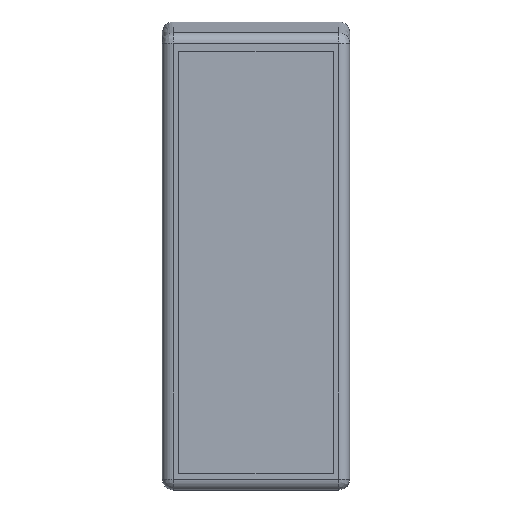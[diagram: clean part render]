
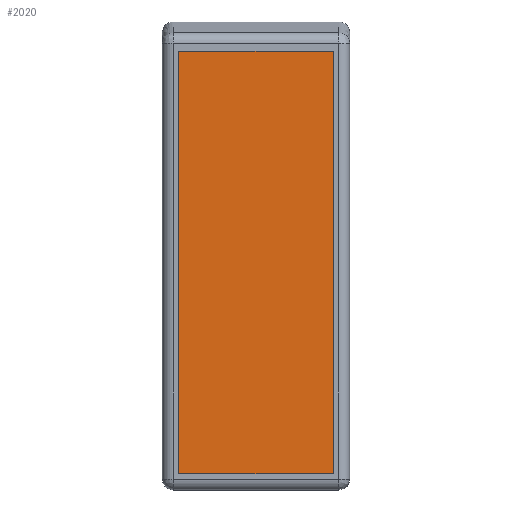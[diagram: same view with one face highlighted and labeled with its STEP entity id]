
A CAD part, front view. The second image highlights one B-rep face of the part: STEP entity #2020.
In plain terms, the highlighted free-form (B-spline) face has degree [1, 1] with [2, 2] control points.
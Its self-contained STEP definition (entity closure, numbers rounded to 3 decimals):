
#1985=CARTESIAN_POINT('',(-7.809,-5.7,42.232));
#1986=CARTESIAN_POINT('',(7.809,-5.7,42.232));
#1987=CARTESIAN_POINT('',(-7.809,-5.7,-0.438));
#1988=CARTESIAN_POINT('',(7.809,-5.7,-0.438));
#1989=B_SPLINE_SURFACE_WITH_KNOTS('',1,1,((#1985,#1987),(#1986,#1988)),.UNSPECIFIED.,.F.,.F.,.U.,(2,2),(2,2),(0.0,15.619),(0.0,42.67),.UNSPECIFIED.);
#1990=CARTESIAN_POINT('',(-7.1,-5.7,1.5));
#1991=VERTEX_POINT('',#1990);
#1992=CARTESIAN_POINT('',(-7.1,-5.7,40.294));
#1993=VERTEX_POINT('',#1992);
#1994=CARTESIAN_POINT('',(-7.1,-5.7,1.5));
#1995=CARTESIAN_POINT('',(-7.1,-5.7,40.294));
#1996=QUASI_UNIFORM_CURVE('',1,(#1994,#1995),.UNSPECIFIED.,.F.,.U.);
#1997=EDGE_CURVE('',#1991,#1993,#1996,.T.);
#1998=ORIENTED_EDGE('',*,*,#1997,.F.);
#1999=CARTESIAN_POINT('',(7.1,-5.7,1.5));
#2000=VERTEX_POINT('',#1999);
#2001=CARTESIAN_POINT('',(7.1,-5.7,1.5));
#2002=CARTESIAN_POINT('',(-7.1,-5.7,1.5));
#2003=QUASI_UNIFORM_CURVE('',1,(#2001,#2002),.UNSPECIFIED.,.F.,.U.);
#2004=EDGE_CURVE('',#2000,#1991,#2003,.T.);
#2005=ORIENTED_EDGE('',*,*,#2004,.F.);
#2006=CARTESIAN_POINT('',(7.1,-5.7,40.294));
#2007=VERTEX_POINT('',#2006);
#2008=CARTESIAN_POINT('',(7.1,-5.7,40.294));
#2009=CARTESIAN_POINT('',(7.1,-5.7,1.5));
#2010=QUASI_UNIFORM_CURVE('',1,(#2008,#2009),.UNSPECIFIED.,.F.,.U.);
#2011=EDGE_CURVE('',#2007,#2000,#2010,.T.);
#2012=ORIENTED_EDGE('',*,*,#2011,.F.);
#2013=CARTESIAN_POINT('',(-7.1,-5.7,40.294));
#2014=CARTESIAN_POINT('',(7.1,-5.7,40.294));
#2015=QUASI_UNIFORM_CURVE('',1,(#2013,#2014),.UNSPECIFIED.,.F.,.U.);
#2016=EDGE_CURVE('',#1993,#2007,#2015,.T.);
#2017=ORIENTED_EDGE('',*,*,#2016,.F.);
#2018=EDGE_LOOP('',(#1998,#2005,#2012,#2017));
#2019=FACE_OUTER_BOUND('',#2018,.T.);
#2020=ADVANCED_FACE('',(#2019),#1989,.F.);
